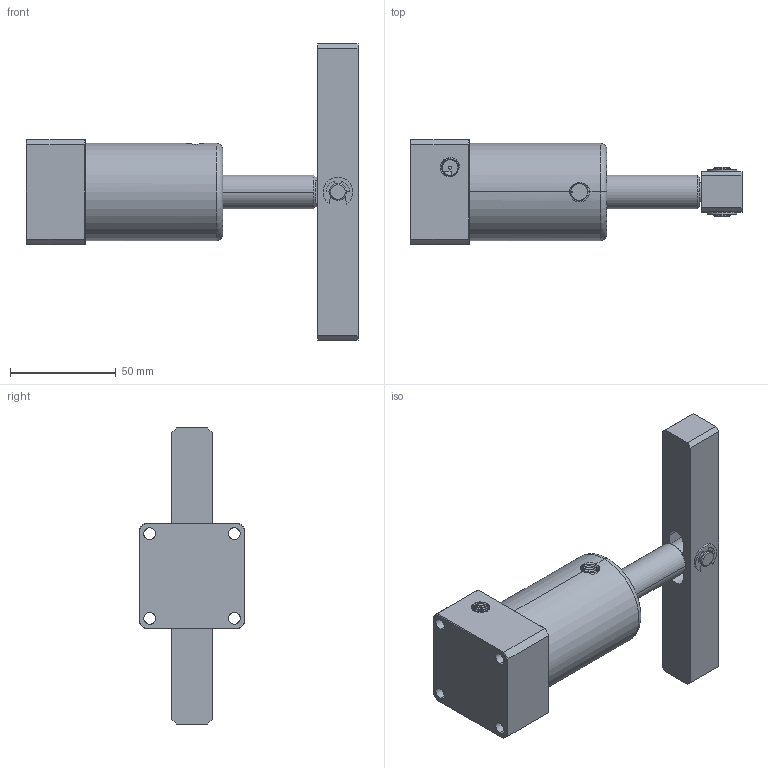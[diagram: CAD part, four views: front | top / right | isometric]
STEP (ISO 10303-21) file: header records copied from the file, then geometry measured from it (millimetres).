
FILE_DESCRIPTION (( 'STEP AP203' ), '1' );
FILE_NAME ('ASC-32D-E.STEP', '2019-05-10T00:27:39', ( 'User' ), ( 'china' ), 'SwSTEP 2.0', 'SolidWorks 2018', '' );
FILE_SCHEMA (( 'CONFIG_CONTROL_DESIGN' ));
Length unit declared in the file: millimetre
Products named in the file (6): XDIAO_2; ASC-32-EBT; ASC-32D-E; ASC-32D-EHSG; ASC-32DYB_1; KKDC_2
Assembly tree (6 placements, depth 2):
  ASC-32D-E
    ASC-32-EBT
    ASC-32D-EHSG
    ASC-32DYB_1
    KKDC_2  x2
    XDIAO_2
Bounding box: 157 x 50 x 140 mm (x, y, z)
Volume: 196870.9 mm3; surface area: 49849.5 mm2
Topology: 6 solids, 6 shells, 197 faces, 574 edges, 396 vertices
Faces by surface type: cylinder 82, plane 64, cone 32, bspline 13, torus 6
Entity records: 14115 total; most frequent: CARTESIAN_POINT 9067, ORIENTED_EDGE 1052, DIRECTION 719, EDGE_CURVE 526, VERTEX_POINT 364, AXIS2_PLACEMENT_3D 280, B_SPLINE_CURVE_WITH_KNOTS 262, EDGE_LOOP 206
